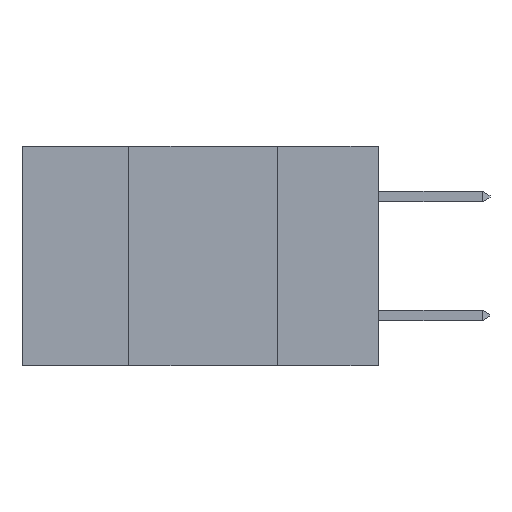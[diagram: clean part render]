
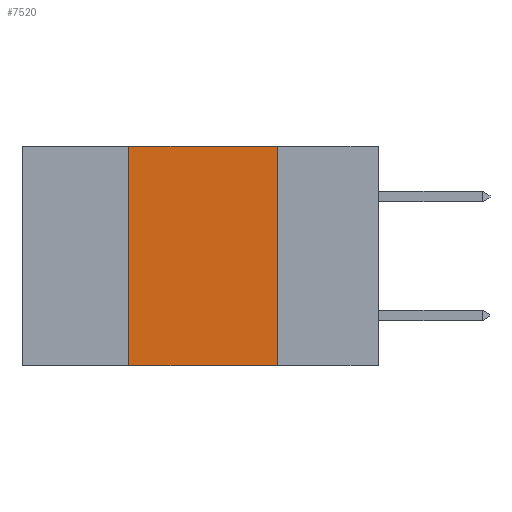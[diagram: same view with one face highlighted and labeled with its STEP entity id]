
A CAD part, left-side view. The second image highlights one B-rep face of the part: STEP entity #7520.
In plain terms, the highlighted planar face has unit normal (-1, 0, 0).
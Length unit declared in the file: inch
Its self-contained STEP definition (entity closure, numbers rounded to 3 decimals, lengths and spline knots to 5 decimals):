
#49 = EDGE_CURVE ( 'NONE', #7777, #12610, #11180, .T. ) ;
#474 = VERTEX_POINT ( 'NONE', #13826 ) ;
#708 = VECTOR ( 'NONE', #10428, 39.37008 ) ;
#1111 = CARTESIAN_POINT ( 'NONE',  ( 0., 0.6, -0.37 ) ) ;
#1197 = LINE ( 'NONE', #15488, #708 ) ;
#1354 = DIRECTION ( 'NONE',  ( 1., 0., 0. ) ) ;
#1677 = CARTESIAN_POINT ( 'NONE',  ( 0., 0.6, 0. ) ) ;
#1802 = PLANE ( 'NONE',  #10684 ) ;
#1907 = DIRECTION ( 'NONE',  ( 0., -1., 0. ) ) ;
#2030 = VERTEX_POINT ( 'NONE', #8202 ) ;
#2047 = DIRECTION ( 'NONE',  ( 0., 0., -1. ) ) ;
#2278 = LINE ( 'NONE', #15114, #6368 ) ;
#2390 = DIRECTION ( 'NONE',  ( 0., 0., -1. ) ) ;
#3143 = VECTOR ( 'NONE', #1907, 39.37008 ) ;
#3716 = LINE ( 'NONE', #8144, #19039 ) ;
#5104 = CARTESIAN_POINT ( 'NONE',  ( 0., 0.42, -0.37 ) ) ;
#5624 = EDGE_CURVE ( 'NONE', #474, #2030, #1197, .T. ) ;
#6176 = ORIENTED_EDGE ( 'NONE', *, *, #49, .T. ) ;
#6239 = DIRECTION ( 'NONE',  ( 0., 0., 1. ) ) ;
#6368 = VECTOR ( 'NONE', #6239, 39.37008 ) ;
#7520 = ADVANCED_FACE ( 'NONE', ( #15664 ), #1802, .F. ) ;
#7777 = VERTEX_POINT ( 'NONE', #5104 ) ;
#8144 = CARTESIAN_POINT ( 'NONE',  ( 0., 0.17, 0. ) ) ;
#8202 = CARTESIAN_POINT ( 'NONE',  ( 0., 0.17, 0. ) ) ;
#10428 = DIRECTION ( 'NONE',  ( 0., -1., 0. ) ) ;
#10684 = AXIS2_PLACEMENT_3D ( 'NONE', #1677, #1354, #2390 ) ;
#11180 = LINE ( 'NONE', #1111, #3143 ) ;
#12485 = CARTESIAN_POINT ( 'NONE',  ( 0., 0.17, -0.37 ) ) ;
#12610 = VERTEX_POINT ( 'NONE', #12485 ) ;
#12680 = ORIENTED_EDGE ( 'NONE', *, *, #5624, .F. ) ;
#13826 = CARTESIAN_POINT ( 'NONE',  ( 0., 0.42, 0. ) ) ;
#14498 = EDGE_CURVE ( 'NONE', #2030, #12610, #3716, .T. ) ;
#14995 = EDGE_CURVE ( 'NONE', #7777, #474, #2278, .T. ) ;
#15114 = CARTESIAN_POINT ( 'NONE',  ( 0., 0.42, 0. ) ) ;
#15488 = CARTESIAN_POINT ( 'NONE',  ( 0., 0.6, 0. ) ) ;
#15664 = FACE_OUTER_BOUND ( 'NONE', #15789, .T. ) ;
#15789 = EDGE_LOOP ( 'NONE', ( #16142, #12680, #17524, #6176 ) ) ;
#16142 = ORIENTED_EDGE ( 'NONE', *, *, #14498, .F. ) ;
#17524 = ORIENTED_EDGE ( 'NONE', *, *, #14995, .F. ) ;
#19039 = VECTOR ( 'NONE', #2047, 39.37008 ) ;
